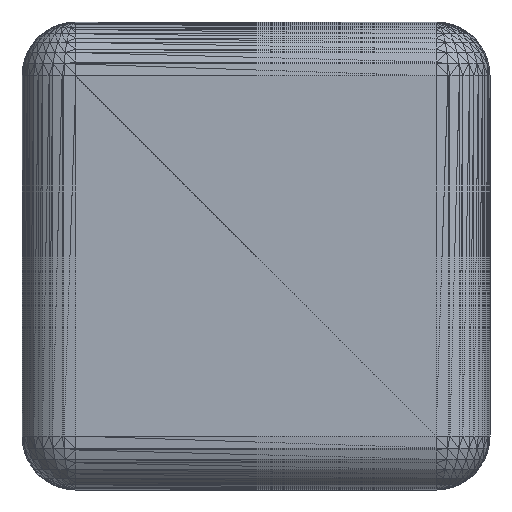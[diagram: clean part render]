
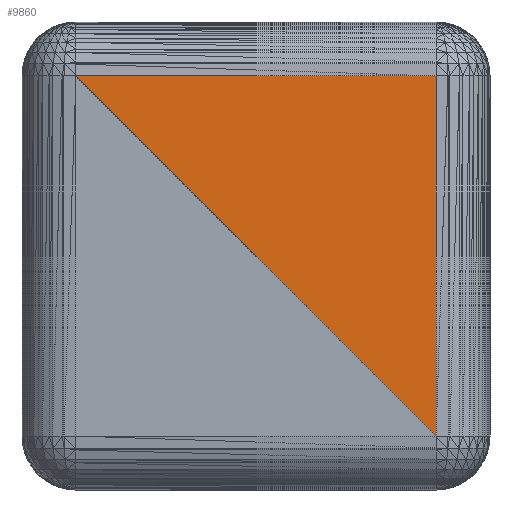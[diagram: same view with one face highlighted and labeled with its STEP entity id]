
A CAD part, left-side view. The second image highlights one B-rep face of the part: STEP entity #9860.
In plain terms, the highlighted planar face has unit normal (-1, 0, 0).
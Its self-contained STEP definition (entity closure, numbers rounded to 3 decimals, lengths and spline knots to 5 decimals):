
#11=DIRECTION('',(0.0,0.0,1.0));
#478=VECTOR('',#11,1000.0);
#1206=DIRECTION('',(0.0,1.0,0.0));
#1207=VECTOR('',#1206,1000.0);
#5946=CARTESIAN_POINT('',(-0.51,-0.2,-0.2));
#5947=VERTEX_POINT('',#5946);
#5948=CARTESIAN_POINT('',(-0.51,0.2,0.2));
#5949=VERTEX_POINT('',#5948);
#5950=CARTESIAN_POINT('',(-0.51,-0.2,0.2));
#5951=VERTEX_POINT('',#5950);
#9830=DIRECTION('',(0.0,0.707,0.707));
#9831=VECTOR('',#9830,1000.0);
#9832=LINE('',#5946,#9831);
#9833=EDGE_CURVE('',#5947,#5949,#9832,.T.);
#9847=LINE('',#5946,#478);
#9848=EDGE_CURVE('',#5947,#5951,#9847,.T.);
#9849=LINE('',#5950,#1207);
#9850=EDGE_CURVE('',#5951,#5949,#9849,.T.);
#9851=ORIENTED_EDGE('',*,*,#9833,.F.);
#9852=ORIENTED_EDGE('',*,*,#9848,.T.);
#9853=ORIENTED_EDGE('',*,*,#9850,.T.);
#9854=DIRECTION('',(-1.0,-0.0,0.0));
#9855=DIRECTION('',(0.0,-0.707,-0.707));
#9856=AXIS2_PLACEMENT_3D('',#5948,#9854,#9855);
#9857=PLANE('',#9856);
#9858=EDGE_LOOP('',(#9851,#9852,#9853));
#9859=FACE_BOUND('',#9858,.T.);
#9860=ADVANCED_FACE('',(#9859),#9857,.T.);
